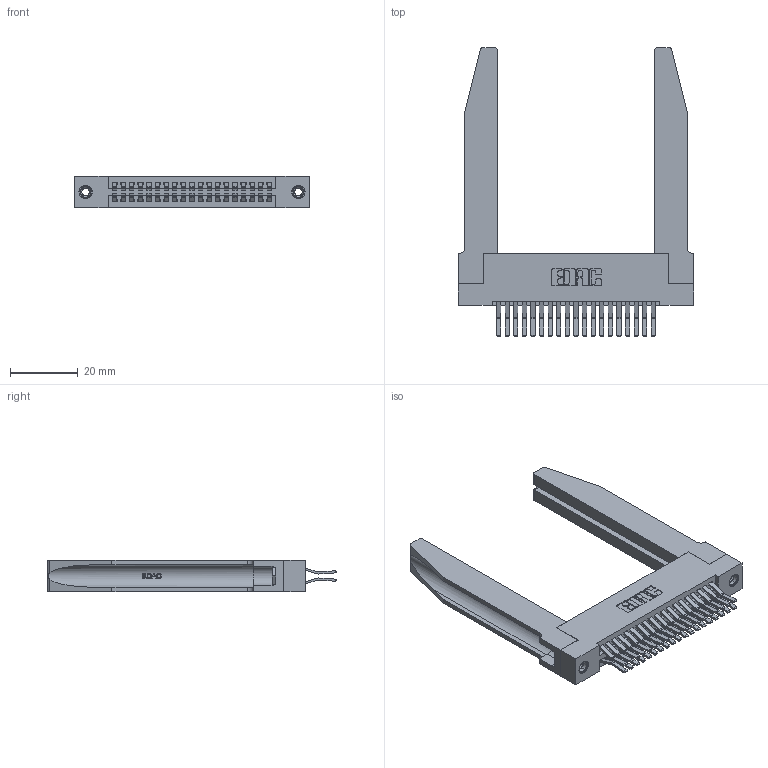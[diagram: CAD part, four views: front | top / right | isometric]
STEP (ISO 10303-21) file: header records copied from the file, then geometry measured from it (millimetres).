
FILE_DESCRIPTION (( 'STEP AP203' ), '1' );
FILE_NAME ('345-038-560-278.STEP', '2019-10-28T16:20:20', ( '' ), ( '' ), 'SwSTEP 2.0', 'SolidWorks 2016', '' );
FILE_SCHEMA (( 'CONFIG_CONTROL_DESIGN' ));
Length unit declared in the file: inch
Products named in the file (5): 345-220-078_345-220-078; 345-292-001_560 Tail; 345-250-001_345-250-001-102; 345-038-560-278; 345 Part_Flush Mounting Lugs - 0.156 Dia-TH
Assembly tree (43 placements, depth 2):
  345-038-560-278
    345 Part_Flush Mounting Lugs - 0.156 Dia-TH
    345-292-001_560 Tail  x38
    345-250-001_345-250-001-102  x2
    345-220-078_345-220-078  x2
Bounding box: 69.49 x 85.41 x 9.4 mm (x, y, z)
Volume: 14556.8 mm3; surface area: 17064.9 mm2
Topology: 43 solids, 43 shells, 2336 faces, 6839 edges, 4498 vertices
Faces by surface type: plane 1476, cylinder 808, bspline 36, cone 12, torus 4
Entity records: 22832 total; most frequent: CARTESIAN_POINT 4767, ORIENTED_EDGE 3598, DIRECTION 3229, EDGE_CURVE 1799, LINE 1493, VECTOR 1493, VERTEX_POINT 1192, AXIS2_PLACEMENT_3D 868
